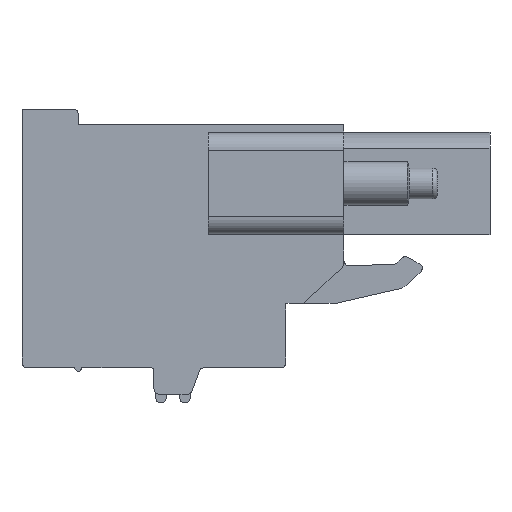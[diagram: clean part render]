
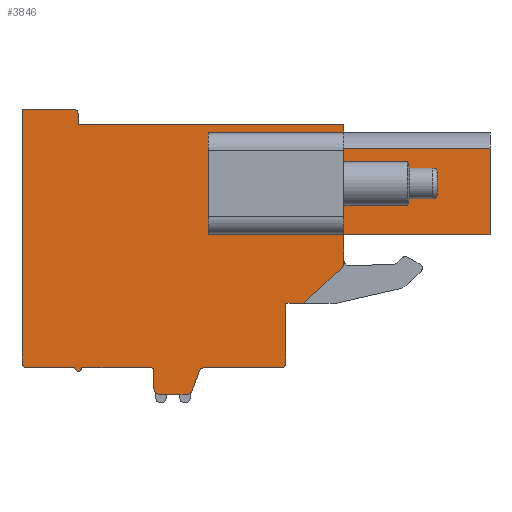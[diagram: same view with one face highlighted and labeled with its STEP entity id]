
A CAD part, left-side view. The second image highlights one B-rep face of the part: STEP entity #3846.
In plain terms, the highlighted planar face has unit normal (-1, 0, 0).
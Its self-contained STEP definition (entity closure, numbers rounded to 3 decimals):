
#1=DIRECTION('',(0.,0.,-1.));
#2=VECTOR('',#1,1.325);
#3=CARTESIAN_POINT('',(0.,-5.66,6.96));
#4=LINE('',#3,#2);
#5=DIRECTION('',(0.,1.,0.));
#6=VECTOR('',#5,8.3);
#7=CARTESIAN_POINT('',(0.,-13.96,5.635));
#8=LINE('',#7,#6);
#9=DIRECTION('',(0.,1.,0.));
#10=VECTOR('',#9,8.3);
#11=CARTESIAN_POINT('',(0.,-13.96,0.73));
#12=LINE('',#11,#10);
#13=DIRECTION('',(0.,0.,-1.));
#14=VECTOR('',#13,1.64);
#15=CARTESIAN_POINT('',(0.,-5.66,0.73));
#16=LINE('',#15,#14);
#17=CARTESIAN_POINT('',(0.,-5.36,-0.91));
#18=DIRECTION('',(1.,0.,0.));
#19=DIRECTION('',(0.,-1.,0.));
#20=AXIS2_PLACEMENT_3D('',#17,#18,#19);
#22=DIRECTION('',(0.,0.731,-0.683));
#23=VECTOR('',#22,3.018);
#24=CARTESIAN_POINT('',(0.,-5.565,-1.129));
#25=LINE('',#24,#23);
#26=DIRECTION('',(0.,1.,0.));
#27=VECTOR('',#26,1.);
#28=CARTESIAN_POINT('',(0.,-3.36,-3.19));
#29=LINE('',#28,#27);
#30=DIRECTION('',(0.,0.,-1.));
#31=VECTOR('',#30,0.5);
#32=CARTESIAN_POINT('',(0.,-2.36,-3.19));
#33=LINE('',#32,#31);
#34=DIRECTION('',(0.,0.,-1.));
#35=VECTOR('',#34,2.35);
#36=CARTESIAN_POINT('',(0.,-2.36,-3.69));
#37=LINE('',#36,#35);
#38=DIRECTION('',(0.,0.,-1.));
#39=VECTOR('',#38,0.5);
#40=CARTESIAN_POINT('',(0.,-2.36,-6.04));
#41=LINE('',#40,#39);
#42=CARTESIAN_POINT('',(0.,-2.06,-6.54));
#43=DIRECTION('',(1.,0.,0.));
#44=DIRECTION('',(0.,-1.,0.));
#45=AXIS2_PLACEMENT_3D('',#42,#43,#44);
#47=DIRECTION('',(0.,1.,0.));
#48=VECTOR('',#47,4.34);
#49=CARTESIAN_POINT('',(0.,-2.06,-6.84));
#50=LINE('',#49,#48);
#51=CARTESIAN_POINT('',(0.,2.28,-7.14));
#52=DIRECTION('',(-1.,0.,0.));
#53=DIRECTION('',(0.,0.,1.));
#54=AXIS2_PLACEMENT_3D('',#51,#52,#53);
#56=DIRECTION('',(0.,0.345,-0.939));
#57=VECTOR('',#56,1.179);
#58=CARTESIAN_POINT('',(0.,2.562,-7.037));
#59=LINE('',#58,#57);
#60=CARTESIAN_POINT('',(0.,3.25,-8.04));
#61=DIRECTION('',(1.,0.,0.));
#62=DIRECTION('',(0.,-0.939,-0.345));
#63=AXIS2_PLACEMENT_3D('',#60,#61,#62);
#65=DIRECTION('',(0.,1.,0.));
#66=VECTOR('',#65,1.59);
#67=CARTESIAN_POINT('',(0.,3.25,-8.34));
#68=LINE('',#67,#66);
#69=CARTESIAN_POINT('',(0.,4.84,-8.04));
#70=DIRECTION('',(1.,0.,0.));
#71=DIRECTION('',(0.,0.,-1.));
#72=AXIS2_PLACEMENT_3D('',#69,#70,#71);
#74=DIRECTION('',(0.,0.,1.));
#75=VECTOR('',#74,1.);
#76=CARTESIAN_POINT('',(0.,5.14,-8.04));
#77=LINE('',#76,#75);
#78=CARTESIAN_POINT('',(0.,5.34,-7.04));
#79=DIRECTION('',(-1.,0.,0.));
#80=DIRECTION('',(0.,-1.,0.));
#81=AXIS2_PLACEMENT_3D('',#78,#79,#80);
#83=DIRECTION('',(0.,1.,0.));
#84=VECTOR('',#83,3.9);
#85=CARTESIAN_POINT('',(0.,5.34,-6.84));
#86=LINE('',#85,#84);
#87=CARTESIAN_POINT('',(0.,9.44,-6.84));
#88=DIRECTION('',(1.,0.,0.));
#89=DIRECTION('',(0.,-1.,0.));
#90=AXIS2_PLACEMENT_3D('',#87,#88,#89);
#92=DIRECTION('',(0.,1.,0.));
#93=VECTOR('',#92,2.7);
#94=CARTESIAN_POINT('',(0.,9.64,-6.84));
#95=LINE('',#94,#93);
#96=CARTESIAN_POINT('',(0.,12.34,-6.54));
#97=DIRECTION('',(1.,0.,0.));
#98=DIRECTION('',(0.,0.,-1.));
#99=AXIS2_PLACEMENT_3D('',#96,#97,#98);
#101=DIRECTION('',(0.,0.,1.));
#102=VECTOR('',#101,0.5);
#103=CARTESIAN_POINT('',(0.,12.64,-6.54));
#104=LINE('',#103,#102);
#105=DIRECTION('',(0.,0.,1.));
#106=VECTOR('',#105,13.9);
#107=CARTESIAN_POINT('',(0.,12.64,-6.04));
#108=LINE('',#107,#106);
#109=DIRECTION('',(0.,-1.,0.));
#110=VECTOR('',#109,2.9);
#111=CARTESIAN_POINT('',(0.,12.64,7.86));
#112=LINE('',#111,#110);
#113=CARTESIAN_POINT('',(0.,9.74,7.56));
#114=DIRECTION('',(1.,0.,0.));
#115=DIRECTION('',(0.,0.,1.));
#116=AXIS2_PLACEMENT_3D('',#113,#114,#115);
#118=DIRECTION('',(0.,0.,-1.));
#119=VECTOR('',#118,0.6);
#120=CARTESIAN_POINT('',(0.,9.44,7.56));
#121=LINE('',#120,#119);
#122=DIRECTION('',(0.,-1.,0.));
#123=VECTOR('',#122,15.1);
#124=CARTESIAN_POINT('',(0.,9.44,6.96));
#125=LINE('',#124,#123);
#126=DIRECTION('',(0.,-1.,0.));
#127=VECTOR('',#126,6.1);
#128=CARTESIAN_POINT('',(0.,2.04,0.73));
#129=LINE('',#128,#127);
#130=DIRECTION('',(0.,0.,1.));
#131=VECTOR('',#130,5.8);
#132=CARTESIAN_POINT('',(0.,-4.06,0.73));
#133=LINE('',#132,#131);
#134=DIRECTION('',(0.,1.,0.));
#135=VECTOR('',#134,6.1);
#136=CARTESIAN_POINT('',(0.,-4.06,6.53));
#137=LINE('',#136,#135);
#2294=DIRECTION('',(0.,0.,1.));
#2295=VECTOR('',#2294,4.905);
#2296=CARTESIAN_POINT('',(0.,-13.96,0.73));
#2297=LINE('',#2296,#2295);
#2620=DIRECTION('',(0.,0.,1.));
#2621=VECTOR('',#2620,5.8);
#2622=CARTESIAN_POINT('',(0.,2.04,0.73));
#2623=LINE('',#2622,#2621);
#2881=CARTESIAN_POINT('',(0.,12.34,-6.84));
#2882=CARTESIAN_POINT('',(0.,12.64,-6.54));
#2883=VERTEX_POINT('',#2881);
#2884=VERTEX_POINT('',#2882);
#2885=CARTESIAN_POINT('',(0.,12.64,-6.04));
#2886=VERTEX_POINT('',#2885);
#2887=CARTESIAN_POINT('',(0.,12.64,7.86));
#2888=VERTEX_POINT('',#2887);
#2889=CARTESIAN_POINT('',(0.,9.74,7.86));
#2890=VERTEX_POINT('',#2889);
#2891=CARTESIAN_POINT('',(0.,9.44,7.56));
#2892=VERTEX_POINT('',#2891);
#2893=CARTESIAN_POINT('',(0.,9.44,6.96));
#2894=VERTEX_POINT('',#2893);
#2895=CARTESIAN_POINT('',(0.,-5.66,6.96));
#2896=VERTEX_POINT('',#2895);
#2897=CARTESIAN_POINT('',(0.,-5.66,-0.91));
#2898=CARTESIAN_POINT('',(0.,-5.565,-1.129));
#2899=VERTEX_POINT('',#2897);
#2900=VERTEX_POINT('',#2898);
#2901=CARTESIAN_POINT('',(0.,-3.36,-3.19));
#2902=VERTEX_POINT('',#2901);
#2903=CARTESIAN_POINT('',(0.,-2.36,-3.19));
#2904=VERTEX_POINT('',#2903);
#2905=CARTESIAN_POINT('',(0.,-2.36,-3.69));
#2906=VERTEX_POINT('',#2905);
#2907=CARTESIAN_POINT('',(0.,-2.36,-6.04));
#2908=VERTEX_POINT('',#2907);
#2909=CARTESIAN_POINT('',(0.,-2.36,-6.54));
#2910=VERTEX_POINT('',#2909);
#2911=CARTESIAN_POINT('',(0.,-2.06,-6.84));
#2912=VERTEX_POINT('',#2911);
#2913=CARTESIAN_POINT('',(0.,2.28,-6.84));
#2914=VERTEX_POINT('',#2913);
#2915=CARTESIAN_POINT('',(0.,2.562,-7.037));
#2916=VERTEX_POINT('',#2915);
#2917=CARTESIAN_POINT('',(0.,2.968,-8.143));
#2918=VERTEX_POINT('',#2917);
#2919=CARTESIAN_POINT('',(0.,3.25,-8.34));
#2920=VERTEX_POINT('',#2919);
#2921=CARTESIAN_POINT('',(0.,4.84,-8.34));
#2922=VERTEX_POINT('',#2921);
#2923=CARTESIAN_POINT('',(0.,5.14,-8.04));
#2924=VERTEX_POINT('',#2923);
#2925=CARTESIAN_POINT('',(0.,5.14,-7.04));
#2926=VERTEX_POINT('',#2925);
#2927=CARTESIAN_POINT('',(0.,5.34,-6.84));
#2928=VERTEX_POINT('',#2927);
#2929=CARTESIAN_POINT('',(0.,9.24,-6.84));
#2930=VERTEX_POINT('',#2929);
#2931=CARTESIAN_POINT('',(0.,9.64,-6.84));
#2932=VERTEX_POINT('',#2931);
#3009=CARTESIAN_POINT('',(0.,-13.96,0.73));
#3010=VERTEX_POINT('',#3009);
#3011=CARTESIAN_POINT('',(0.,-5.66,0.73));
#3012=VERTEX_POINT('',#3011);
#3081=CARTESIAN_POINT('',(0.,-13.96,5.635));
#3083=VERTEX_POINT('',#3081);
#3605=CARTESIAN_POINT('',(0.,2.04,0.73));
#3606=CARTESIAN_POINT('',(0.,2.04,6.53));
#3607=VERTEX_POINT('',#3605);
#3608=VERTEX_POINT('',#3606);
#3613=CARTESIAN_POINT('',(0.,-4.06,0.73));
#3615=VERTEX_POINT('',#3613);
#3617=CARTESIAN_POINT('',(0.,-4.06,6.53));
#3619=VERTEX_POINT('',#3617);
#3621=CARTESIAN_POINT('',(0.,-5.66,5.635));
#3622=VERTEX_POINT('',#3621);
#3769=CARTESIAN_POINT('',(0.,0.,0.));
#3770=DIRECTION('',(1.,0.,0.));
#3771=DIRECTION('',(0.,-1.,0.));
#3772=AXIS2_PLACEMENT_3D('',#3769,#3770,#3771);
#3773=PLANE('',#3772);
#3775=ORIENTED_EDGE('',*,*,#3774,.T.);
#3777=ORIENTED_EDGE('',*,*,#3776,.F.);
#3779=ORIENTED_EDGE('',*,*,#3778,.F.);
#3781=ORIENTED_EDGE('',*,*,#3780,.T.);
#3783=ORIENTED_EDGE('',*,*,#3782,.T.);
#3785=ORIENTED_EDGE('',*,*,#3784,.T.);
#3787=ORIENTED_EDGE('',*,*,#3786,.T.);
#3789=ORIENTED_EDGE('',*,*,#3788,.T.);
#3791=ORIENTED_EDGE('',*,*,#3790,.T.);
#3793=ORIENTED_EDGE('',*,*,#3792,.T.);
#3795=ORIENTED_EDGE('',*,*,#3794,.T.);
#3797=ORIENTED_EDGE('',*,*,#3796,.T.);
#3799=ORIENTED_EDGE('',*,*,#3798,.T.);
#3801=ORIENTED_EDGE('',*,*,#3800,.T.);
#3803=ORIENTED_EDGE('',*,*,#3802,.T.);
#3805=ORIENTED_EDGE('',*,*,#3804,.T.);
#3807=ORIENTED_EDGE('',*,*,#3806,.T.);
#3809=ORIENTED_EDGE('',*,*,#3808,.T.);
#3811=ORIENTED_EDGE('',*,*,#3810,.T.);
#3813=ORIENTED_EDGE('',*,*,#3812,.T.);
#3815=ORIENTED_EDGE('',*,*,#3814,.T.);
#3817=ORIENTED_EDGE('',*,*,#3816,.T.);
#3819=ORIENTED_EDGE('',*,*,#3818,.T.);
#3821=ORIENTED_EDGE('',*,*,#3820,.T.);
#3823=ORIENTED_EDGE('',*,*,#3822,.T.);
#3825=ORIENTED_EDGE('',*,*,#3824,.T.);
#3827=ORIENTED_EDGE('',*,*,#3826,.T.);
#3829=ORIENTED_EDGE('',*,*,#3828,.T.);
#3831=ORIENTED_EDGE('',*,*,#3830,.T.);
#3833=ORIENTED_EDGE('',*,*,#3832,.T.);
#3834=EDGE_LOOP('',(#3775,#3777,#3779,#3781,#3783,#3785,#3787,#3789,#3791,#3793,
#3795,#3797,#3799,#3801,#3803,#3805,#3807,#3809,#3811,#3813,#3815,#3817,#3819,
#3821,#3823,#3825,#3827,#3829,#3831,#3833));
#3835=FACE_OUTER_BOUND('',#3834,.F.);
#3837=ORIENTED_EDGE('',*,*,#3836,.T.);
#3839=ORIENTED_EDGE('',*,*,#3838,.T.);
#3841=ORIENTED_EDGE('',*,*,#3840,.T.);
#3843=ORIENTED_EDGE('',*,*,#3842,.F.);
#3844=EDGE_LOOP('',(#3837,#3839,#3841,#3843));
#3845=FACE_BOUND('',#3844,.F.);
#3846=ADVANCED_FACE('',(#3835,#3845),#3773,.F.);
#21=CIRCLE('',#20,0.3);
#46=CIRCLE('',#45,0.3);
#55=CIRCLE('',#54,0.3);
#64=CIRCLE('',#63,0.3);
#73=CIRCLE('',#72,0.3);
#82=CIRCLE('',#81,0.2);
#91=CIRCLE('',#90,0.2);
#100=CIRCLE('',#99,0.3);
#117=CIRCLE('',#116,0.3);
#3774=EDGE_CURVE('',#2896,#3622,#4,.T.);
#3776=EDGE_CURVE('',#3083,#3622,#8,.T.);
#3778=EDGE_CURVE('',#3010,#3083,#2297,.T.);
#3780=EDGE_CURVE('',#3010,#3012,#12,.T.);
#3782=EDGE_CURVE('',#3012,#2899,#16,.T.);
#3784=EDGE_CURVE('',#2899,#2900,#21,.T.);
#3786=EDGE_CURVE('',#2900,#2902,#25,.T.);
#3788=EDGE_CURVE('',#2902,#2904,#29,.T.);
#3790=EDGE_CURVE('',#2904,#2906,#33,.T.);
#3792=EDGE_CURVE('',#2906,#2908,#37,.T.);
#3794=EDGE_CURVE('',#2908,#2910,#41,.T.);
#3796=EDGE_CURVE('',#2910,#2912,#46,.T.);
#3798=EDGE_CURVE('',#2912,#2914,#50,.T.);
#3800=EDGE_CURVE('',#2914,#2916,#55,.T.);
#3802=EDGE_CURVE('',#2916,#2918,#59,.T.);
#3804=EDGE_CURVE('',#2918,#2920,#64,.T.);
#3806=EDGE_CURVE('',#2920,#2922,#68,.T.);
#3808=EDGE_CURVE('',#2922,#2924,#73,.T.);
#3810=EDGE_CURVE('',#2924,#2926,#77,.T.);
#3812=EDGE_CURVE('',#2926,#2928,#82,.T.);
#3814=EDGE_CURVE('',#2928,#2930,#86,.T.);
#3816=EDGE_CURVE('',#2930,#2932,#91,.T.);
#3818=EDGE_CURVE('',#2932,#2883,#95,.T.);
#3820=EDGE_CURVE('',#2883,#2884,#100,.T.);
#3822=EDGE_CURVE('',#2884,#2886,#104,.T.);
#3824=EDGE_CURVE('',#2886,#2888,#108,.T.);
#3826=EDGE_CURVE('',#2888,#2890,#112,.T.);
#3828=EDGE_CURVE('',#2890,#2892,#117,.T.);
#3830=EDGE_CURVE('',#2892,#2894,#121,.T.);
#3832=EDGE_CURVE('',#2894,#2896,#125,.T.);
#3836=EDGE_CURVE('',#3607,#3615,#129,.T.);
#3838=EDGE_CURVE('',#3615,#3619,#133,.T.);
#3840=EDGE_CURVE('',#3619,#3608,#137,.T.);
#3842=EDGE_CURVE('',#3607,#3608,#2623,.T.);
